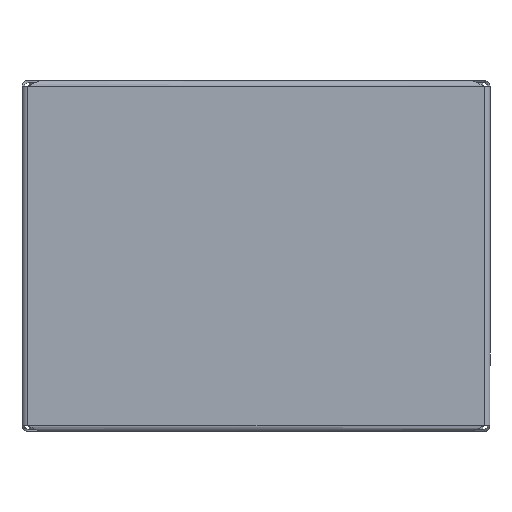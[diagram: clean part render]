
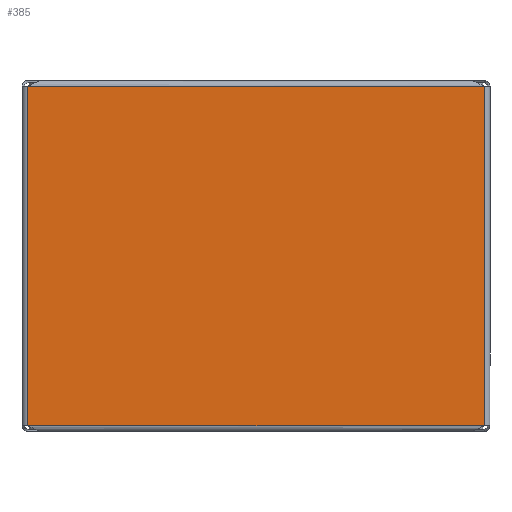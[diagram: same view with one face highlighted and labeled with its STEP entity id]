
A CAD part, front view. The second image highlights one B-rep face of the part: STEP entity #385.
In plain terms, the highlighted planar face has unit normal (0, -1, 0).
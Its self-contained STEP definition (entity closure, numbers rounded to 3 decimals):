
#51 = ORIENTED_EDGE ( 'NONE', *, *, #6514, .T. ) ;
#385 = ADVANCED_FACE ( 'NONE', ( #8117 ), #3366, .T. ) ;
#439 = DIRECTION ( 'NONE',  ( 1., 0., 0. ) ) ;
#447 = LINE ( 'NONE', #1936, #5481 ) ;
#478 = DIRECTION ( 'NONE',  ( -1., 0., 0. ) ) ;
#1101 = LINE ( 'NONE', #5062, #2620 ) ;
#1847 = EDGE_CURVE ( 'NONE', #6872, #5719, #1101, .T. ) ;
#1936 = CARTESIAN_POINT ( 'NONE',  ( 2.5, 0., -150. ) ) ;
#2620 = VECTOR ( 'NONE', #478, 1000. ) ;
#2708 = DIRECTION ( 'NONE',  ( 0., -1., 0. ) ) ;
#3178 = CARTESIAN_POINT ( 'NONE',  ( 2.5, 0., -147.5 ) ) ;
#3366 = PLANE ( 'NONE',  #3513 ) ;
#3445 = EDGE_CURVE ( 'NONE', #3907, #6872, #7754, .T. ) ;
#3513 = AXIS2_PLACEMENT_3D ( 'NONE', #7257, #2708, #4028 ) ;
#3703 = ORIENTED_EDGE ( 'NONE', *, *, #3445, .T. ) ;
#3878 = DIRECTION ( 'NONE',  ( 0., 0., -1. ) ) ;
#3907 = VERTEX_POINT ( 'NONE', #5524 ) ;
#4028 = DIRECTION ( 'NONE',  ( 0., 0., -1. ) ) ;
#4373 = CARTESIAN_POINT ( 'NONE',  ( 2.5, 0., -147.5 ) ) ;
#4496 = VECTOR ( 'NONE', #5197, 1000. ) ;
#4767 = LINE ( 'NONE', #4373, #4967 ) ;
#4855 = ORIENTED_EDGE ( 'NONE', *, *, #1847, .T. ) ;
#4867 = ORIENTED_EDGE ( 'NONE', *, *, #6767, .T. ) ;
#4967 = VECTOR ( 'NONE', #439, 1000. ) ;
#5062 = CARTESIAN_POINT ( 'NONE',  ( 197.5, 0., -2.5 ) ) ;
#5197 = DIRECTION ( 'NONE',  ( 0., 0., 1. ) ) ;
#5481 = VECTOR ( 'NONE', #3878, 1000. ) ;
#5524 = CARTESIAN_POINT ( 'NONE',  ( 197.5, 0., -147.5 ) ) ;
#5719 = VERTEX_POINT ( 'NONE', #7986 ) ;
#6514 = EDGE_CURVE ( 'NONE', #8002, #3907, #4767, .T. ) ;
#6526 = CARTESIAN_POINT ( 'NONE',  ( 197.5, 0., 0. ) ) ;
#6634 = CARTESIAN_POINT ( 'NONE',  ( 197.5, 0., -2.5 ) ) ;
#6767 = EDGE_CURVE ( 'NONE', #5719, #8002, #447, .T. ) ;
#6872 = VERTEX_POINT ( 'NONE', #6634 ) ;
#7257 = CARTESIAN_POINT ( 'NONE',  ( 0., 0., 0. ) ) ;
#7754 = LINE ( 'NONE', #6526, #4496 ) ;
#7986 = CARTESIAN_POINT ( 'NONE',  ( 2.5, 0., -2.5 ) ) ;
#8002 = VERTEX_POINT ( 'NONE', #3178 ) ;
#8117 = FACE_OUTER_BOUND ( 'NONE', #8463, .T. ) ;
#8463 = EDGE_LOOP ( 'NONE', ( #3703, #4855, #4867, #51 ) ) ;
